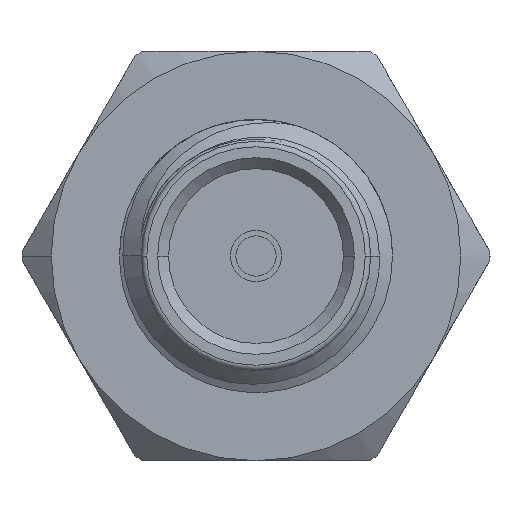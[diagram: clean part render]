
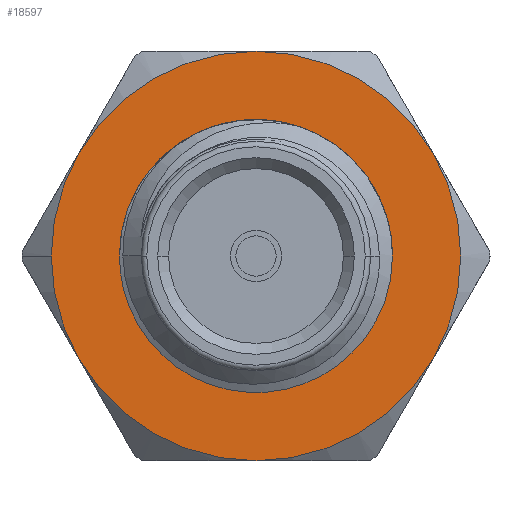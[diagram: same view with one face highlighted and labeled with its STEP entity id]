
A CAD part, left-side view. The second image highlights one B-rep face of the part: STEP entity #18597.
In plain terms, the highlighted planar face has unit normal (-1, 0, 0).
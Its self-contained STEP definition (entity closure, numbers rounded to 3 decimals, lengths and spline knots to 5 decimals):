
#749 = CARTESIAN_POINT ( 'NONE',  ( 0.235, 0., 0. ) ) ;
#889 = EDGE_CURVE ( 'NONE', #32522, #21198, #19681, .T. ) ;
#998 = EDGE_CURVE ( 'NONE', #37832, #33150, #14304, .T. ) ;
#2634 = EDGE_CURVE ( 'NONE', #13777, #22856, #9932, .T. ) ;
#3120 = EDGE_CURVE ( 'NONE', #6001, #28598, #11844, .T. ) ;
#3454 = CARTESIAN_POINT ( 'NONE',  ( 0.235, 0.105, 0. ) ) ;
#3570 = CARTESIAN_POINT ( 'NONE',  ( 0.235, -0.16238, 0.09375 ) ) ;
#4717 = CARTESIAN_POINT ( 'NONE',  ( 0.235, 0., 0. ) ) ;
#4866 = DIRECTION ( 'NONE',  ( 1., 0., 0. ) ) ;
#5338 = AXIS2_PLACEMENT_3D ( 'NONE', #37781, #31237, #19252 ) ;
#5366 = ORIENTED_EDGE ( 'NONE', *, *, #998, .F. ) ;
#5977 = DIRECTION ( 'NONE',  ( 1., 0., 0. ) ) ;
#6001 = VERTEX_POINT ( 'NONE', #35317 ) ;
#6256 = FACE_BOUND ( 'NONE', #7181, .T. ) ;
#6456 = CARTESIAN_POINT ( 'NONE',  ( 0.235, 0., 0. ) ) ;
#6915 = EDGE_CURVE ( 'NONE', #28598, #13777, #32694, .T. ) ;
#6958 = ORIENTED_EDGE ( 'NONE', *, *, #2634, .F. ) ;
#7181 = EDGE_LOOP ( 'NONE', ( #5366, #11867 ) ) ;
#8867 = AXIS2_PLACEMENT_3D ( 'NONE', #32041, #19647, #13125 ) ;
#9286 = ORIENTED_EDGE ( 'NONE', *, *, #24358, .F. ) ;
#9601 = VERTEX_POINT ( 'NONE', #14143 ) ;
#9932 = CIRCLE ( 'NONE', #13678, 0.1875 ) ;
#10229 = DIRECTION ( 'NONE',  ( -1., 0., 0. ) ) ;
#11277 = ORIENTED_EDGE ( 'NONE', *, *, #3120, .F. ) ;
#11502 = CIRCLE ( 'NONE', #33528, 0.1875 ) ;
#11844 = CIRCLE ( 'NONE', #5338, 0.1875 ) ;
#11867 = ORIENTED_EDGE ( 'NONE', *, *, #31145, .F. ) ;
#12205 = DIRECTION ( 'NONE',  ( 0., 1., 0. ) ) ;
#12807 = CIRCLE ( 'NONE', #25126, 0.1875 ) ;
#13125 = DIRECTION ( 'NONE',  ( 0., 1., 0. ) ) ;
#13244 = DIRECTION ( 'NONE',  ( 1., 0., 0. ) ) ;
#13298 = EDGE_LOOP ( 'NONE', ( #9286, #23029, #32171, #6958, #19307, #11277, #33146 ) ) ;
#13678 = AXIS2_PLACEMENT_3D ( 'NONE', #4717, #17339, #26232 ) ;
#13777 = VERTEX_POINT ( 'NONE', #3570 ) ;
#14143 = CARTESIAN_POINT ( 'NONE',  ( 0.235, 0.1875, 0. ) ) ;
#14304 = CIRCLE ( 'NONE', #19939, 0.105 ) ;
#14654 = CARTESIAN_POINT ( 'NONE',  ( 0.235, 0., -0.1875 ) ) ;
#17339 = DIRECTION ( 'NONE',  ( 1., 0., 0. ) ) ;
#18455 = FACE_OUTER_BOUND ( 'NONE', #13298, .T. ) ;
#18556 = EDGE_CURVE ( 'NONE', #9601, #6001, #20836, .T. ) ;
#18597 = ADVANCED_FACE ( 'NONE', ( #6256, #18455 ), #35036, .F. ) ;
#19081 = DIRECTION ( 'NONE',  ( 0., 1., 0. ) ) ;
#19252 = DIRECTION ( 'NONE',  ( 0., 1., 0. ) ) ;
#19307 = ORIENTED_EDGE ( 'NONE', *, *, #6915, .F. ) ;
#19647 = DIRECTION ( 'NONE',  ( 1., 0., 0. ) ) ;
#19681 = CIRCLE ( 'NONE', #24129, 0.1875 ) ;
#19702 = CARTESIAN_POINT ( 'NONE',  ( 0.235, -0.16238, -0.09375 ) ) ;
#19754 = CARTESIAN_POINT ( 'NONE',  ( 0.235, 0., 0. ) ) ;
#19939 = AXIS2_PLACEMENT_3D ( 'NONE', #19754, #10229, #32016 ) ;
#20056 = AXIS2_PLACEMENT_3D ( 'NONE', #749, #31912, #22509 ) ;
#20191 = CIRCLE ( 'NONE', #30521, 0.105 ) ;
#20836 = CIRCLE ( 'NONE', #20056, 0.1875 ) ;
#21198 = VERTEX_POINT ( 'NONE', #35124 ) ;
#21462 = CARTESIAN_POINT ( 'NONE',  ( 0.235, 0., 0. ) ) ;
#22095 = AXIS2_PLACEMENT_3D ( 'NONE', #6456, #13244, #31501 ) ;
#22476 = CARTESIAN_POINT ( 'NONE',  ( 0.235, -0.105, 0. ) ) ;
#22509 = DIRECTION ( 'NONE',  ( 0., 1., 0. ) ) ;
#22856 = VERTEX_POINT ( 'NONE', #19702 ) ;
#23029 = ORIENTED_EDGE ( 'NONE', *, *, #889, .F. ) ;
#24120 = CARTESIAN_POINT ( 'NONE',  ( 0.235, 0., 0.1875 ) ) ;
#24129 = AXIS2_PLACEMENT_3D ( 'NONE', #34610, #37757, #19081 ) ;
#24358 = EDGE_CURVE ( 'NONE', #21198, #9601, #11502, .T. ) ;
#25126 = AXIS2_PLACEMENT_3D ( 'NONE', #29913, #4866, #30045 ) ;
#26232 = DIRECTION ( 'NONE',  ( 0., 1., 0. ) ) ;
#27668 = CARTESIAN_POINT ( 'NONE',  ( 0.235, 0., 0. ) ) ;
#28598 = VERTEX_POINT ( 'NONE', #24120 ) ;
#29913 = CARTESIAN_POINT ( 'NONE',  ( 0.235, 0., 0. ) ) ;
#30045 = DIRECTION ( 'NONE',  ( 0., 1., 0. ) ) ;
#30521 = AXIS2_PLACEMENT_3D ( 'NONE', #27668, #30781, #40152 ) ;
#30781 = DIRECTION ( 'NONE',  ( -1., 0., 0. ) ) ;
#31145 = EDGE_CURVE ( 'NONE', #33150, #37832, #20191, .T. ) ;
#31237 = DIRECTION ( 'NONE',  ( 1., 0., 0. ) ) ;
#31501 = DIRECTION ( 'NONE',  ( 0., 1., 0. ) ) ;
#31912 = DIRECTION ( 'NONE',  ( 1., 0., 0. ) ) ;
#32016 = DIRECTION ( 'NONE',  ( 0., -1., 0. ) ) ;
#32041 = CARTESIAN_POINT ( 'NONE',  ( 0.235, 0.105, 0. ) ) ;
#32171 = ORIENTED_EDGE ( 'NONE', *, *, #36243, .F. ) ;
#32522 = VERTEX_POINT ( 'NONE', #14654 ) ;
#32694 = CIRCLE ( 'NONE', #22095, 0.1875 ) ;
#33146 = ORIENTED_EDGE ( 'NONE', *, *, #18556, .F. ) ;
#33150 = VERTEX_POINT ( 'NONE', #3454 ) ;
#33528 = AXIS2_PLACEMENT_3D ( 'NONE', #21462, #5977, #12205 ) ;
#34610 = CARTESIAN_POINT ( 'NONE',  ( 0.235, 0., 0. ) ) ;
#35036 = PLANE ( 'NONE',  #8867 ) ;
#35124 = CARTESIAN_POINT ( 'NONE',  ( 0.235, 0.16238, -0.09375 ) ) ;
#35317 = CARTESIAN_POINT ( 'NONE',  ( 0.235, 0.16238, 0.09375 ) ) ;
#36243 = EDGE_CURVE ( 'NONE', #22856, #32522, #12807, .T. ) ;
#37757 = DIRECTION ( 'NONE',  ( 1., 0., 0. ) ) ;
#37781 = CARTESIAN_POINT ( 'NONE',  ( 0.235, 0., 0. ) ) ;
#37832 = VERTEX_POINT ( 'NONE', #22476 ) ;
#40152 = DIRECTION ( 'NONE',  ( 0., -1., 0. ) ) ;
